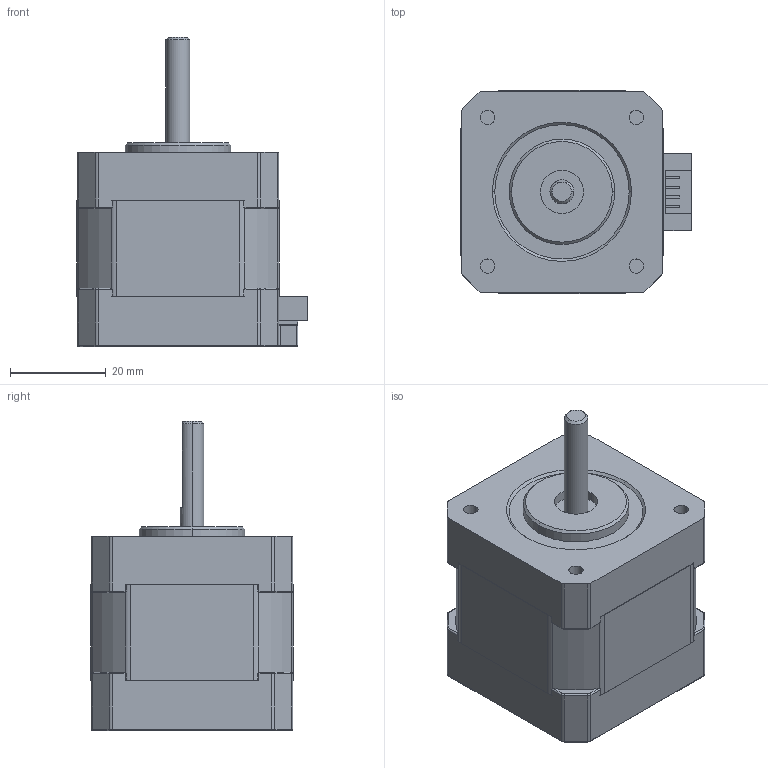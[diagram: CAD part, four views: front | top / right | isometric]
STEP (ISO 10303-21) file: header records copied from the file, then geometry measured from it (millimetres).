
FILE_DESCRIPTION (( 'STEP AP203' ), '1' );
FILE_NAME ('17HS4401.STEP', '2024-01-04T09:40:21', ( '' ), ( '' ), 'SwSTEP 2.0', 'SolidWorks 2021', '' );
FILE_SCHEMA (( 'CONFIG_CONTROL_DESIGN' ));
Length unit declared in the file: millimetre
Products named in the file (1): 17HS4401
Bounding box: 48.15 x 42.3 x 64.5 mm (x, y, z)
Volume: 70347.2 mm3; surface area: 12126.5 mm2
Topology: 1 solids, 1 shells, 346 faces, 850 edges, 533 vertices
Faces by surface type: plane 169, cylinder 108, torus 36, cone 31, sphere 2
Entity records: 10314 total; most frequent: CARTESIAN_POINT 1852, DIRECTION 1837, ORIENTED_EDGE 1696, EDGE_CURVE 848, AXIS2_PLACEMENT_3D 660, VERTEX_POINT 533, LINE 517, VECTOR 517
